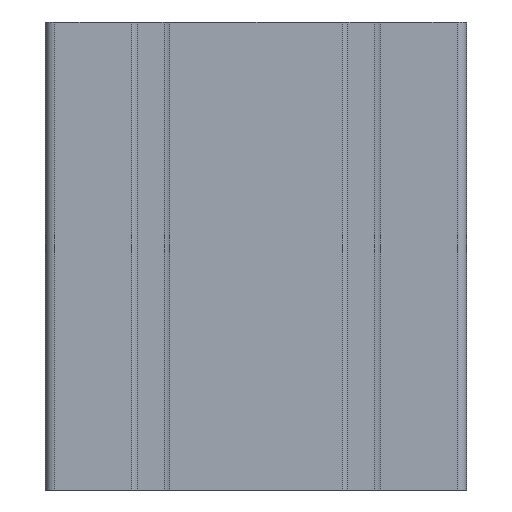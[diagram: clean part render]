
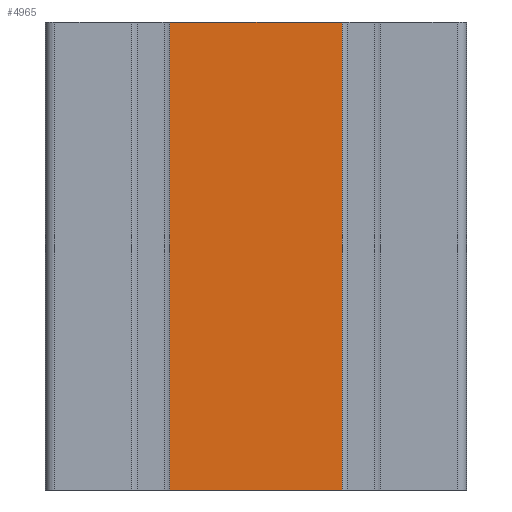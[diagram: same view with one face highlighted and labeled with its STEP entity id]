
A CAD part, front view. The second image highlights one B-rep face of the part: STEP entity #4965.
In plain terms, the highlighted planar face has unit normal (0, -1, 0).
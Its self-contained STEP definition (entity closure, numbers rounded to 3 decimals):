
#411=FACE_OUTER_BOUND('',#668,.T.);
#668=EDGE_LOOP('',(#4146,#4147,#4148,#4149));
#1133=LINE('',#7698,#1736);
#1245=LINE('',#7967,#1848);
#1246=LINE('',#7970,#1849);
#1247=LINE('',#7971,#1850);
#1736=VECTOR('',#6256,36.8);
#1848=VECTOR('',#6500,100.);
#1849=VECTOR('',#6503,36.8);
#1850=VECTOR('',#6504,100.);
#2277=VERTEX_POINT('',#7695);
#2278=VERTEX_POINT('',#7697);
#2369=VERTEX_POINT('',#7965);
#2370=VERTEX_POINT('',#7969);
#2907=EDGE_CURVE('',#2277,#2278,#1133,.T.);
#3042=EDGE_CURVE('',#2277,#2369,#1245,.T.);
#3043=EDGE_CURVE('',#2370,#2369,#1246,.T.);
#3044=EDGE_CURVE('',#2278,#2370,#1247,.T.);
#4146=ORIENTED_EDGE('',*,*,#3042,.T.);
#4147=ORIENTED_EDGE('',*,*,#3043,.F.);
#4148=ORIENTED_EDGE('',*,*,#3044,.F.);
#4149=ORIENTED_EDGE('',*,*,#2907,.F.);
#4734=PLANE('',#5318);
#4965=ADVANCED_FACE('',(#411),#4734,.T.);
#5318=AXIS2_PLACEMENT_3D('',#7968,#6501,#6502);
#6256=DIRECTION('',(-1.,0.,0.));
#6500=DIRECTION('',(0.,0.,1.));
#6501=DIRECTION('center_axis',(0.,-1.,0.));
#6502=DIRECTION('ref_axis',(1.,0.,0.));
#6503=DIRECTION('',(1.,0.,0.));
#6504=DIRECTION('',(0.,0.,1.));
#7695=CARTESIAN_POINT('',(-4.1,-22.5,-50.));
#7697=CARTESIAN_POINT('',(-40.9,-22.5,-50.));
#7698=CARTESIAN_POINT('',(-40.9,-22.5,-50.));
#7965=CARTESIAN_POINT('',(-4.1,-22.5,50.));
#7967=CARTESIAN_POINT('',(-4.1,-22.5,0.));
#7968=CARTESIAN_POINT('Origin',(-40.9,-22.5,0.));
#7969=CARTESIAN_POINT('',(-40.9,-22.5,50.));
#7970=CARTESIAN_POINT('',(-40.9,-22.5,50.));
#7971=CARTESIAN_POINT('',(-40.9,-22.5,0.));
